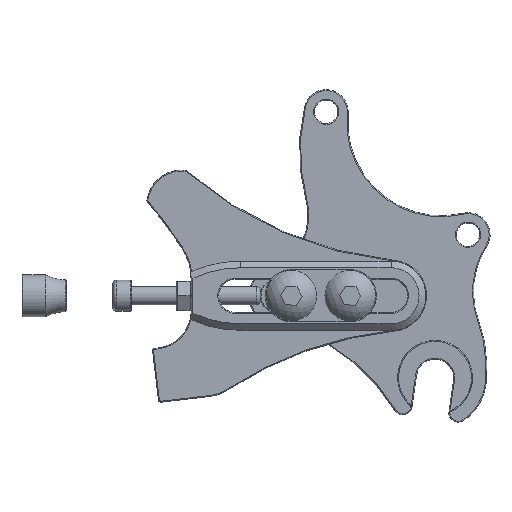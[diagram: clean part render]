
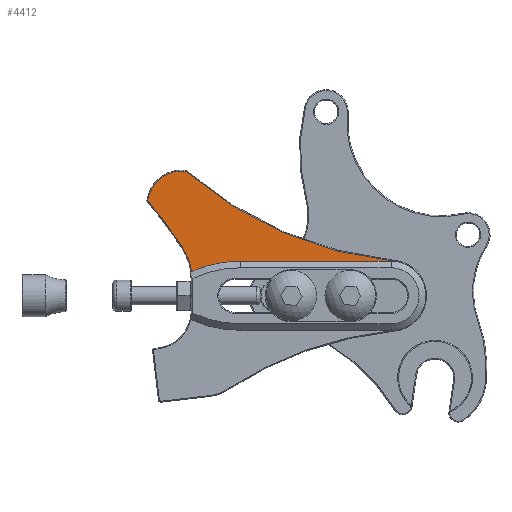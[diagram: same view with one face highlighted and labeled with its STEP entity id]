
A CAD part, top view. The second image highlights one B-rep face of the part: STEP entity #4412.
In plain terms, the highlighted planar face has unit normal (0, 0, 1).
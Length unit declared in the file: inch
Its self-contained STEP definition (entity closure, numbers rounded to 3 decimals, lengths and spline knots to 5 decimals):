
#119 = PLANE ( 'NONE',  #5851 ) ;
#120 = CARTESIAN_POINT ( 'NONE',  ( 0., 0., 0.09843 ) ) ;
#125 = DIRECTION ( 'NONE',  ( 0., 0., 1. ) ) ;
#126 = DIRECTION ( 'NONE',  ( 1., 0., 0. ) ) ;
#279 = FACE_OUTER_BOUND ( 'NONE', #4710, .T. ) ;
#1942 = CARTESIAN_POINT ( 'NONE',  ( 0.15741, 0.33485, 0.09843 ) ) ;
#1946 = CARTESIAN_POINT ( 'NONE',  ( -1.92587, 0.95522, 0.09843 ) ) ;
#1948 = CARTESIAN_POINT ( 'NONE',  ( -1.39692, 0.88683, 0.09843 ) ) ;
#1950 = CARTESIAN_POINT ( 'NONE',  ( 0.12344, 0.3488, 0.09843 ) ) ;
#1956 = CARTESIAN_POINT ( 'NONE',  ( -1.92958, 1.2251, 0.09843 ) ) ;
#2041 = CARTESIAN_POINT ( 'NONE',  ( -2.11159, 1.81642, 0.09843 ) ) ;
#2064 = CARTESIAN_POINT ( 'NONE',  ( -1.62377, 1.98399, 0.09843 ) ) ;
#2065 = CARTESIAN_POINT ( 'NONE',  ( -1.63265, 1.99222, 0.09843 ) ) ;
#2066 = CARTESIAN_POINT ( 'NONE',  ( -2.11055, 1.83284, 0.09843 ) ) ;
#2481 = CIRCLE ( 'NONE', #2938, 5.01 ) ;
#2502 = CIRCLE ( 'NONE', #2937, 0.61 ) ;
#2504 = LINE ( 'NONE', #3205, #2508 ) ;
#2505 = CIRCLE ( 'NONE', #2939, 1.27 ) ;
#2506 = CIRCLE ( 'NONE', #2940, 0.37 ) ;
#2507 = CIRCLE ( 'NONE', #2941, 4.01 ) ;
#2508 = VECTOR ( 'NONE', #3201, 39.37008 ) ;
#2510 = CIRCLE ( 'NONE', #2942, 0.02 ) ;
#2511 = CIRCLE ( 'NONE', #2943, 0.365 ) ;
#2512 = CIRCLE ( 'NONE', #2944, 0.02 ) ;
#2937 = AXIS2_PLACEMENT_3D ( 'NONE', #3198, #3199, #3200 ) ;
#2938 = AXIS2_PLACEMENT_3D ( 'NONE', #3202, #3203, #3204 ) ;
#2939 = AXIS2_PLACEMENT_3D ( 'NONE', #3206, #3207, #3208 ) ;
#2940 = AXIS2_PLACEMENT_3D ( 'NONE', #3209, #3210, #3211 ) ;
#2941 = AXIS2_PLACEMENT_3D ( 'NONE', #3212, #3213, #3214 ) ;
#2942 = AXIS2_PLACEMENT_3D ( 'NONE', #3215, #3216, #3217 ) ;
#2943 = AXIS2_PLACEMENT_3D ( 'NONE', #3220, #3221, #3222 ) ;
#2944 = AXIS2_PLACEMENT_3D ( 'NONE', #3225, #3226, #3227 ) ;
#3198 = CARTESIAN_POINT ( 'NONE',  ( -2.52255, 1.08199, 0.09843 ) ) ;
#3199 = DIRECTION ( 'NONE',  ( 0., 0., -1. ) ) ;
#3200 = DIRECTION ( 'NONE',  ( 1., 0., 0. ) ) ;
#3201 = DIRECTION ( 'NONE',  ( -0.943, 0.334, 0. ) ) ;
#3202 = CARTESIAN_POINT ( 'NONE',  ( -6.79974, 0.04969, 0.09843 ) ) ;
#3203 = DIRECTION ( 'NONE',  ( 0., 0., -1. ) ) ;
#3204 = DIRECTION ( 'NONE',  ( 1., 0., 0. ) ) ;
#3205 = CARTESIAN_POINT ( 'NONE',  ( 0.12344, 0.3488, 0.09843 ) ) ;
#3206 = CARTESIAN_POINT ( 'NONE',  ( -1.82061, -0.31041, 0.09843 ) ) ;
#3207 = DIRECTION ( 'NONE',  ( 0., 0., 1. ) ) ;
#3208 = DIRECTION ( 'NONE',  ( 1., 0., 0. ) ) ;
#3209 = CARTESIAN_POINT ( 'NONE',  ( 0., 0., 0.09843 ) ) ;
#3210 = DIRECTION ( 'NONE',  ( 0., 0., 1. ) ) ;
#3211 = DIRECTION ( 'NONE',  ( 1., 0., 0. ) ) ;
#3212 = CARTESIAN_POINT ( 'NONE',  ( 1.86338, 3.96386, 0.09843 ) ) ;
#3213 = DIRECTION ( 'NONE',  ( 0., 0., -1. ) ) ;
#3214 = DIRECTION ( 'NONE',  ( 1., 0., 0. ) ) ;
#3215 = CARTESIAN_POINT ( 'NONE',  ( -1.64116, 1.97412, 0.09843 ) ) ;
#3216 = DIRECTION ( 'NONE',  ( 0., 0., 1. ) ) ;
#3217 = DIRECTION ( 'NONE',  ( 1., 0., 0. ) ) ;
#3220 = CARTESIAN_POINT ( 'NONE',  ( -1.78803, 1.66194, 0.09843 ) ) ;
#3221 = DIRECTION ( 'NONE',  ( 0., 0., 1. ) ) ;
#3222 = DIRECTION ( 'NONE',  ( 1., 0., 0. ) ) ;
#3225 = CARTESIAN_POINT ( 'NONE',  ( -2.09288, 1.82348, 0.09843 ) ) ;
#3226 = DIRECTION ( 'NONE',  ( 0., 0., 1. ) ) ;
#3227 = DIRECTION ( 'NONE',  ( 1., 0., 0. ) ) ;
#4412 = ADVANCED_FACE ( 'NONE', ( #279 ), #119, .T. ) ;
#4710 = EDGE_LOOP ( 'NONE', ( #5914, #5915, #5916, #5917, #5918, #5919, #5920, #5921, #5922 ) ) ;
#4963 = VERTEX_POINT ( 'NONE', #1948 ) ;
#4964 = VERTEX_POINT ( 'NONE', #1946 ) ;
#4966 = VERTEX_POINT ( 'NONE', #1942 ) ;
#4967 = VERTEX_POINT ( 'NONE', #1950 ) ;
#4975 = VERTEX_POINT ( 'NONE', #1956 ) ;
#5061 = VERTEX_POINT ( 'NONE', #2041 ) ;
#5084 = VERTEX_POINT ( 'NONE', #2064 ) ;
#5085 = VERTEX_POINT ( 'NONE', #2065 ) ;
#5086 = VERTEX_POINT ( 'NONE', #2066 ) ;
#5660 = EDGE_CURVE ( 'NONE', #4975, #4964, #2502, .T. ) ;
#5661 = EDGE_CURVE ( 'NONE', #5061, #4975, #2481, .T. ) ;
#5662 = EDGE_CURVE ( 'NONE', #4963, #4964, #2505, .T. ) ;
#5663 = EDGE_CURVE ( 'NONE', #4967, #4963, #2504, .T. ) ;
#5664 = EDGE_CURVE ( 'NONE', #4966, #4967, #2506, .T. ) ;
#5665 = EDGE_CURVE ( 'NONE', #4966, #5084, #2507, .T. ) ;
#5666 = EDGE_CURVE ( 'NONE', #5084, #5085, #2510, .T. ) ;
#5667 = EDGE_CURVE ( 'NONE', #5085, #5086, #2511, .T. ) ;
#5668 = EDGE_CURVE ( 'NONE', #5086, #5061, #2512, .T. ) ;
#5851 = AXIS2_PLACEMENT_3D ( 'NONE', #120, #125, #126 ) ;
#5914 = ORIENTED_EDGE ( 'NONE', *, *, #5661, .T. ) ;
#5915 = ORIENTED_EDGE ( 'NONE', *, *, #5660, .T. ) ;
#5916 = ORIENTED_EDGE ( 'NONE', *, *, #5662, .F. ) ;
#5917 = ORIENTED_EDGE ( 'NONE', *, *, #5663, .F. ) ;
#5918 = ORIENTED_EDGE ( 'NONE', *, *, #5664, .F. ) ;
#5919 = ORIENTED_EDGE ( 'NONE', *, *, #5665, .T. ) ;
#5920 = ORIENTED_EDGE ( 'NONE', *, *, #5666, .T. ) ;
#5921 = ORIENTED_EDGE ( 'NONE', *, *, #5667, .T. ) ;
#5922 = ORIENTED_EDGE ( 'NONE', *, *, #5668, .T. ) ;
